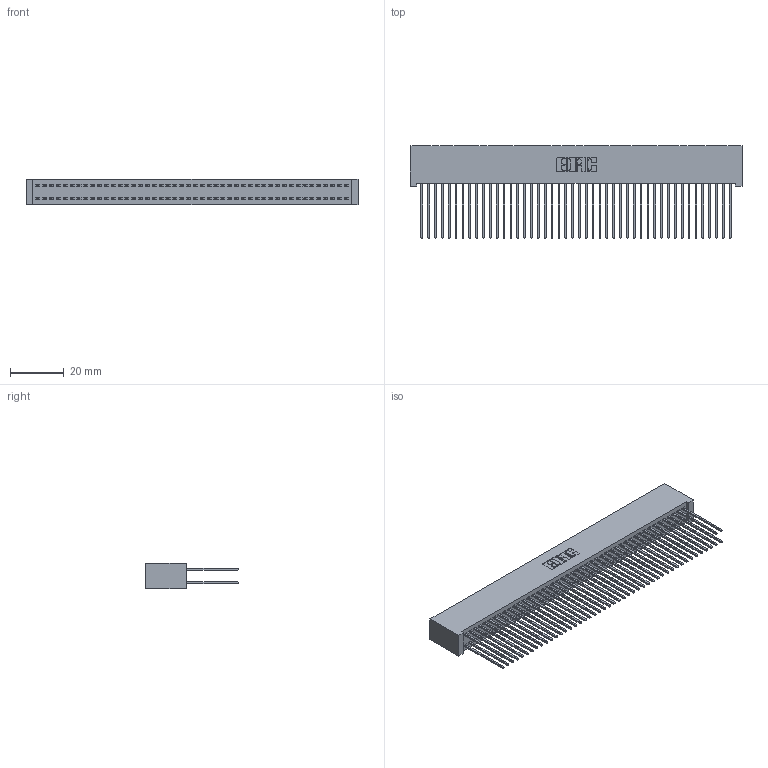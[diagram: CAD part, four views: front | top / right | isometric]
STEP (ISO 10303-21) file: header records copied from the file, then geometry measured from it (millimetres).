
FILE_DESCRIPTION (( 'STEP AP203' ), '1' );
FILE_NAME ('392-092-541-201.STEP', '2018-08-18T07:57:20', ( '' ), ( '' ), 'SwSTEP 2.0', 'SolidWorks 2016', '' );
FILE_SCHEMA (( 'CONFIG_CONTROL_DESIGN' ));
Length unit declared in the file: inch
Products named in the file (3): 392-092-541-201; 342 Part_Lugless; 345-292-001_345-293-141
Assembly tree (93 placements, depth 2):
  392-092-541-201
    342 Part_Lugless
    345-292-001_345-293-141  x92
Bounding box: 123.09 x 34.3 x 9.4 mm (x, y, z)
Volume: 12045.7 mm3; surface area: 22539 mm2
Topology: 93 solids, 93 shells, 4886 faces, 14535 edges, 9566 vertices
Faces by surface type: plane 3374, cylinder 1512
Entity records: 28685 total; most frequent: CARTESIAN_POINT 4746, ORIENTED_EDGE 4682, DIRECTION 4041, EDGE_CURVE 2341, LINE 2221, VECTOR 2221, VERTEX_POINT 1558, AXIS2_PLACEMENT_3D 910
